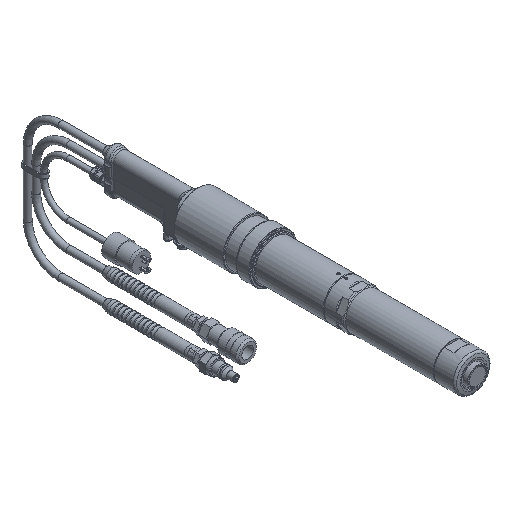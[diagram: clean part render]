
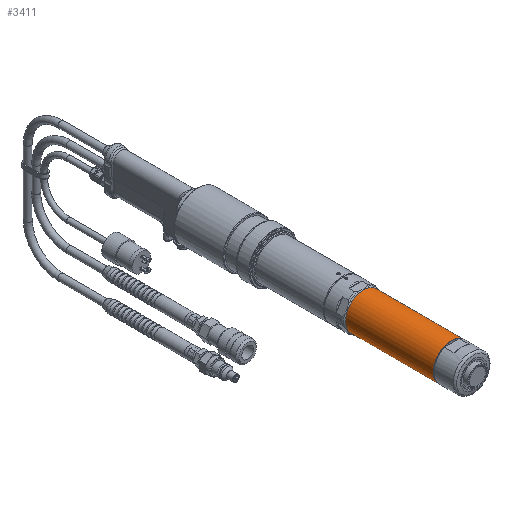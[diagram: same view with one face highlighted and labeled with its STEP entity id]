
A CAD part, isometric view. The second image highlights one B-rep face of the part: STEP entity #3411.
In plain terms, the highlighted cylindrical face has radius 27.788 mm (diameter 55.575 mm), a full revolution.
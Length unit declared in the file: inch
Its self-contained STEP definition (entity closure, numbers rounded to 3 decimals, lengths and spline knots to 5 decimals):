
#3411=ADVANCED_FACE('',(#4867,#4868),#4379,.T.);
#4379=CYLINDRICAL_SURFACE('',#16149,1.094);
#4867=FACE_BOUND('',#5997,.T.);
#4868=FACE_BOUND('',#5998,.T.);
#5997=EDGE_LOOP('',(#7760));
#5998=EDGE_LOOP('',(#7761));
#7760=ORIENTED_EDGE('',*,*,#13179,.T.);
#7761=ORIENTED_EDGE('',*,*,#13180,.T.);
#11654=VERTEX_POINT('',#23200);
#11655=VERTEX_POINT('',#23203);
#13179=EDGE_CURVE('',#11654,#11654,#15131,.T.);
#13180=EDGE_CURVE('',#11655,#11655,#15132,.T.);
#15131=CIRCLE('',#16146,1.094);
#15132=CIRCLE('',#16148,1.094);
#16146=AXIS2_PLACEMENT_3D('',#23199,#18378,#18379);
#16148=AXIS2_PLACEMENT_3D('',#23202,#18382,#18383);
#16149=AXIS2_PLACEMENT_3D('',#23204,#18384,#18385);
#18378=DIRECTION('',(0.,1.,0.));
#18379=DIRECTION('',(0.,0.,-1.));
#18382=DIRECTION('',(0.,-1.,0.));
#18383=DIRECTION('',(0.,0.,-1.));
#18384=DIRECTION('',(0.,-1.,0.));
#18385=DIRECTION('',(0.,0.,1.));
#23199=CARTESIAN_POINT('',(0.,-15.266,0.));
#23200=CARTESIAN_POINT('',(0.,-15.266,-1.094));
#23202=CARTESIAN_POINT('',(0.,-9.968,0.));
#23203=CARTESIAN_POINT('',(0.,-9.968,-1.094));
#23204=CARTESIAN_POINT('',(0.,-11.37933,0.));
